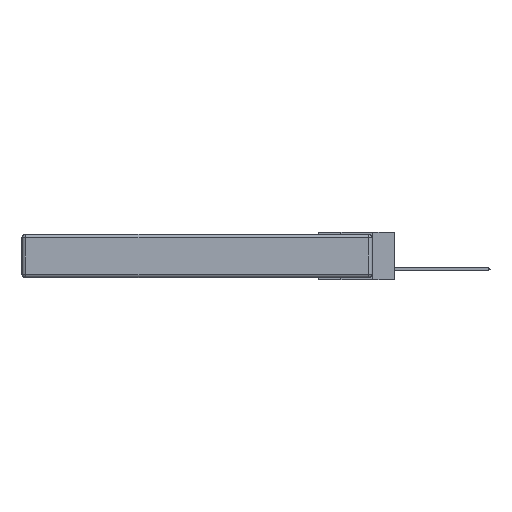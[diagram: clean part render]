
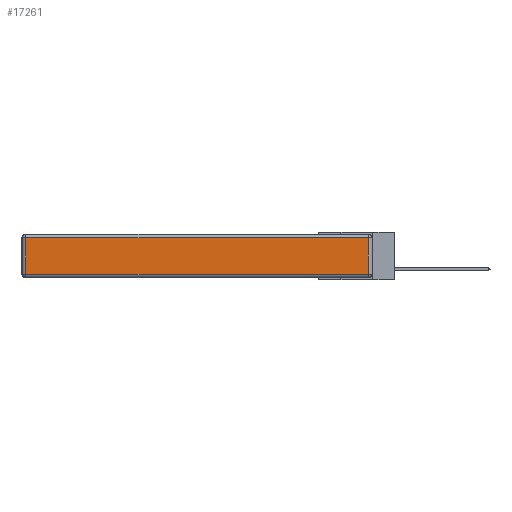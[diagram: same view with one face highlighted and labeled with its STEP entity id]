
A CAD part, left-side view. The second image highlights one B-rep face of the part: STEP entity #17261.
In plain terms, the highlighted planar face has unit normal (-1, 0, 0).
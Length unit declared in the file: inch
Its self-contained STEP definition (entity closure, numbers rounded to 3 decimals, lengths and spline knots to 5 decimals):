
#82 = LINE ( 'NONE', #3108, #20759 ) ;
#341 = LINE ( 'NONE', #15777, #628 ) ;
#628 = VECTOR ( 'NONE', #19801, 39.37008 ) ;
#1781 = VERTEX_POINT ( 'NONE', #3715 ) ;
#1788 = VECTOR ( 'NONE', #20704, 39.37008 ) ;
#3108 = CARTESIAN_POINT ( 'NONE',  ( 0., 0., -0.313 ) ) ;
#3285 = VECTOR ( 'NONE', #6632, 39.37008 ) ;
#3715 = CARTESIAN_POINT ( 'NONE',  ( 0., 2.72, -0.313 ) ) ;
#5023 = ORIENTED_EDGE ( 'NONE', *, *, #15829, .T. ) ;
#5292 = VERTEX_POINT ( 'NONE', #17903 ) ;
#6147 = DIRECTION ( 'NONE',  ( -1., 0., 0. ) ) ;
#6510 = EDGE_LOOP ( 'NONE', ( #25670, #19052, #5023, #7717 ) ) ;
#6632 = DIRECTION ( 'NONE',  ( 0., 0., -1. ) ) ;
#6916 = EDGE_CURVE ( 'NONE', #1781, #23202, #82, .T. ) ;
#7717 = ORIENTED_EDGE ( 'NONE', *, *, #22810, .T. ) ;
#8657 = LINE ( 'NONE', #12654, #3285 ) ;
#9243 = FACE_OUTER_BOUND ( 'NONE', #6510, .T. ) ;
#11757 = EDGE_CURVE ( 'NONE', #23202, #5292, #20293, .T. ) ;
#12654 = CARTESIAN_POINT ( 'NONE',  ( 0., 2.72, -0.343 ) ) ;
#12677 = CARTESIAN_POINT ( 'NONE',  ( 0., 0.03, -0.343 ) ) ;
#15777 = CARTESIAN_POINT ( 'NONE',  ( 0., 2.75, -0.03 ) ) ;
#15829 = EDGE_CURVE ( 'NONE', #5292, #21204, #341, .T. ) ;
#16750 = CARTESIAN_POINT ( 'NONE',  ( 0., 2.72, -0.03 ) ) ;
#17261 = ADVANCED_FACE ( 'NONE', ( #9243 ), #22423, .T. ) ;
#17903 = CARTESIAN_POINT ( 'NONE',  ( 0., 0.03, -0.03 ) ) ;
#19052 = ORIENTED_EDGE ( 'NONE', *, *, #11757, .T. ) ;
#19801 = DIRECTION ( 'NONE',  ( 0., 1., 0. ) ) ;
#20293 = LINE ( 'NONE', #12677, #1788 ) ;
#20390 = DIRECTION ( 'NONE',  ( 0., 0., 1. ) ) ;
#20704 = DIRECTION ( 'NONE',  ( 0., 0., 1. ) ) ;
#20759 = VECTOR ( 'NONE', #22799, 39.37008 ) ;
#21204 = VERTEX_POINT ( 'NONE', #16750 ) ;
#22335 = CARTESIAN_POINT ( 'NONE',  ( 0., 0., -0.343 ) ) ;
#22423 = PLANE ( 'NONE',  #24828 ) ;
#22799 = DIRECTION ( 'NONE',  ( 0., -1., 0. ) ) ;
#22810 = EDGE_CURVE ( 'NONE', #21204, #1781, #8657, .T. ) ;
#23202 = VERTEX_POINT ( 'NONE', #25024 ) ;
#24828 = AXIS2_PLACEMENT_3D ( 'NONE', #22335, #6147, #20390 ) ;
#25024 = CARTESIAN_POINT ( 'NONE',  ( 0., 0.03, -0.313 ) ) ;
#25670 = ORIENTED_EDGE ( 'NONE', *, *, #6916, .T. ) ;
